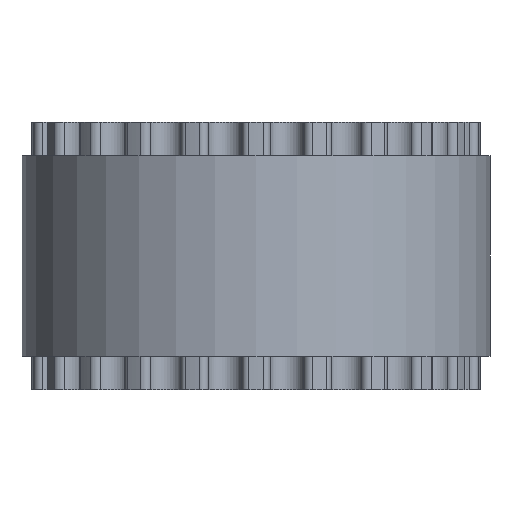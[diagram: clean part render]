
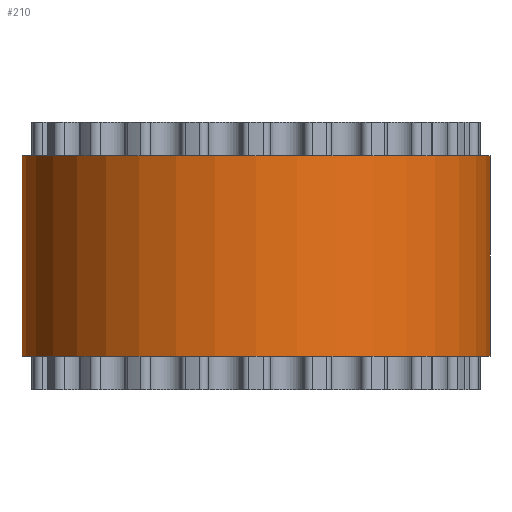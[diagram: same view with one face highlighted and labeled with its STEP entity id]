
A CAD part, front view. The second image highlights one B-rep face of the part: STEP entity #210.
In plain terms, the highlighted cylindrical face has radius 7.003 mm (diameter 14.006 mm), a full revolution.
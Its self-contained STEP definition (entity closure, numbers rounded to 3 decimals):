
#97=FACE_BOUND('',#480,.T.);
#98=FACE_BOUND('',#481,.T.);
#210=ADVANCED_FACE('',(#97,#98),#299,.T.);
#299=CYLINDRICAL_SURFACE('',#2079,7.003);
#480=EDGE_LOOP('',(#1186));
#481=EDGE_LOOP('',(#1187));
#1186=ORIENTED_EDGE('',*,*,#1630,.T.);
#1187=ORIENTED_EDGE('',*,*,#1631,.T.);
#1364=VERTEX_POINT('',#3240);
#1365=VERTEX_POINT('',#3242);
#1630=EDGE_CURVE('',#1364,#1364,#1808,.T.);
#1631=EDGE_CURVE('',#1365,#1365,#1809,.T.);
#1808=CIRCLE('',#2077,7.003);
#1809=CIRCLE('',#2078,7.003);
#2077=AXIS2_PLACEMENT_3D('',#3239,#2702,#2703);
#2078=AXIS2_PLACEMENT_3D('',#3241,#2704,#2705);
#2079=AXIS2_PLACEMENT_3D('',#3243,#2706,#2707);
#2702=DIRECTION('',(0.,0.,1.));
#2703=DIRECTION('',(1.,0.,0.));
#2704=DIRECTION('',(0.,0.,-1.));
#2705=DIRECTION('',(1.,0.,0.));
#2706=DIRECTION('',(0.,0.,1.));
#2707=DIRECTION('',(1.,0.,0.));
#3239=CARTESIAN_POINT('',(0.,0.,1.));
#3240=CARTESIAN_POINT('',(7.003,0.,1.));
#3241=CARTESIAN_POINT('',(0.,0.,7.));
#3242=CARTESIAN_POINT('',(7.003,0.,7.));
#3243=CARTESIAN_POINT('',(0.,0.,1.));
